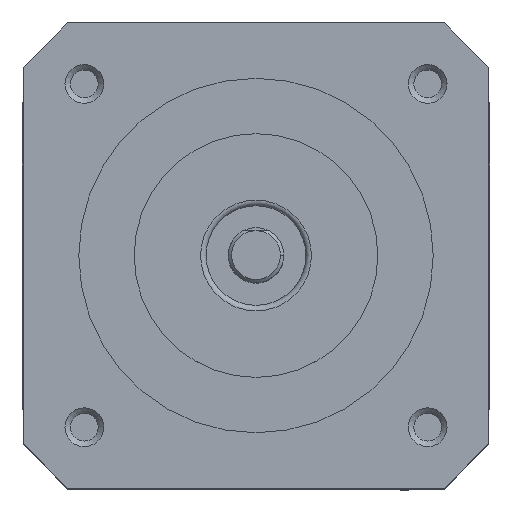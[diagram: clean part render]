
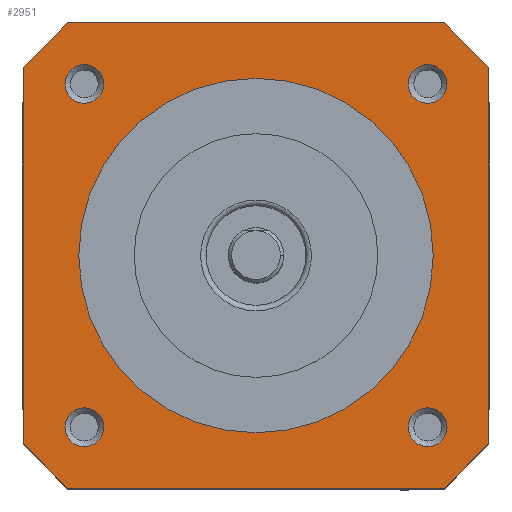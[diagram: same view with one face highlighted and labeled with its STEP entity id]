
A CAD part, top view. The second image highlights one B-rep face of the part: STEP entity #2951.
In plain terms, the highlighted planar face has unit normal (0, 0, 1).
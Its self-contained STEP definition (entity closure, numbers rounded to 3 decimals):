
#21=FACE_BOUND('',#464,.T.);
#22=FACE_BOUND('',#465,.T.);
#23=FACE_BOUND('',#466,.T.);
#24=FACE_BOUND('',#467,.T.);
#25=FACE_BOUND('',#468,.T.);
#51=PLANE('',#3271);
#284=FACE_OUTER_BOUND('',#463,.T.);
#463=EDGE_LOOP('',(#2299,#2300,#2301,#2302,#2303,#2304,#2305,#2306));
#464=EDGE_LOOP('',(#2307));
#465=EDGE_LOOP('',(#2308));
#466=EDGE_LOOP('',(#2309));
#467=EDGE_LOOP('',(#2310));
#468=EDGE_LOOP('',(#2311));
#665=CIRCLE('',#3203,1.75);
#668=CIRCLE('',#3207,1.75);
#671=CIRCLE('',#3211,1.75);
#674=CIRCLE('',#3215,1.75);
#693=CIRCLE('',#3244,16.);
#780=LINE('',#4755,#1071);
#781=LINE('',#4757,#1072);
#782=LINE('',#4759,#1073);
#783=LINE('',#4761,#1074);
#784=LINE('',#4763,#1075);
#785=LINE('',#4765,#1076);
#786=LINE('',#4767,#1077);
#787=LINE('',#4768,#1078);
#1071=VECTOR('',#3849,1000.);
#1072=VECTOR('',#3850,1000.);
#1073=VECTOR('',#3851,1000.);
#1074=VECTOR('',#3852,1000.);
#1075=VECTOR('',#3853,1000.);
#1076=VECTOR('',#3854,1000.);
#1077=VECTOR('',#3855,1000.);
#1078=VECTOR('',#3856,1000.);
#1394=VERTEX_POINT('',#4573);
#1397=VERTEX_POINT('',#4581);
#1400=VERTEX_POINT('',#4589);
#1403=VERTEX_POINT('',#4597);
#1420=VERTEX_POINT('',#4655);
#1449=VERTEX_POINT('',#4753);
#1450=VERTEX_POINT('',#4754);
#1451=VERTEX_POINT('',#4756);
#1452=VERTEX_POINT('',#4758);
#1453=VERTEX_POINT('',#4760);
#1454=VERTEX_POINT('',#4762);
#1455=VERTEX_POINT('',#4764);
#1456=VERTEX_POINT('',#4766);
#1696=EDGE_CURVE('',#1394,#1394,#665,.T.);
#1700=EDGE_CURVE('',#1397,#1397,#668,.T.);
#1704=EDGE_CURVE('',#1400,#1400,#671,.T.);
#1708=EDGE_CURVE('',#1403,#1403,#674,.T.);
#1737=EDGE_CURVE('',#1420,#1420,#693,.T.);
#1782=EDGE_CURVE('',#1449,#1450,#780,.T.);
#1783=EDGE_CURVE('',#1450,#1451,#781,.T.);
#1784=EDGE_CURVE('',#1451,#1452,#782,.T.);
#1785=EDGE_CURVE('',#1452,#1453,#783,.T.);
#1786=EDGE_CURVE('',#1453,#1454,#784,.T.);
#1787=EDGE_CURVE('',#1454,#1455,#785,.T.);
#1788=EDGE_CURVE('',#1455,#1456,#786,.T.);
#1789=EDGE_CURVE('',#1456,#1449,#787,.T.);
#2299=ORIENTED_EDGE('',*,*,#1782,.T.);
#2300=ORIENTED_EDGE('',*,*,#1783,.T.);
#2301=ORIENTED_EDGE('',*,*,#1784,.T.);
#2302=ORIENTED_EDGE('',*,*,#1785,.T.);
#2303=ORIENTED_EDGE('',*,*,#1786,.T.);
#2304=ORIENTED_EDGE('',*,*,#1787,.T.);
#2305=ORIENTED_EDGE('',*,*,#1788,.T.);
#2306=ORIENTED_EDGE('',*,*,#1789,.T.);
#2307=ORIENTED_EDGE('',*,*,#1708,.T.);
#2308=ORIENTED_EDGE('',*,*,#1704,.T.);
#2309=ORIENTED_EDGE('',*,*,#1700,.T.);
#2310=ORIENTED_EDGE('',*,*,#1696,.T.);
#2311=ORIENTED_EDGE('',*,*,#1737,.F.);
#2951=ADVANCED_FACE('',(#284,#21,#22,#23,#24,#25),#51,.T.);
#3203=AXIS2_PLACEMENT_3D('',#4575,#3659,#3660);
#3207=AXIS2_PLACEMENT_3D('',#4583,#3668,#3669);
#3211=AXIS2_PLACEMENT_3D('',#4591,#3677,#3678);
#3215=AXIS2_PLACEMENT_3D('',#4599,#3686,#3687);
#3244=AXIS2_PLACEMENT_3D('',#4657,#3753,#3754);
#3271=AXIS2_PLACEMENT_3D('',#4752,#3847,#3848);
#3659=DIRECTION('center_axis',(0.,0.,-1.));
#3660=DIRECTION('ref_axis',(1.,0.,0.));
#3668=DIRECTION('center_axis',(0.,0.,-1.));
#3669=DIRECTION('ref_axis',(1.,0.,0.));
#3677=DIRECTION('center_axis',(0.,0.,-1.));
#3678=DIRECTION('ref_axis',(1.,0.,0.));
#3686=DIRECTION('center_axis',(0.,0.,-1.));
#3687=DIRECTION('ref_axis',(1.,0.,0.));
#3753=DIRECTION('center_axis',(0.,0.,1.));
#3754=DIRECTION('ref_axis',(1.,0.,0.));
#3847=DIRECTION('center_axis',(0.,0.,1.));
#3848=DIRECTION('ref_axis',(1.,0.,0.));
#3849=DIRECTION('',(1.,0.,0.));
#3850=DIRECTION('',(0.707,0.707,0.));
#3851=DIRECTION('',(0.,1.,0.));
#3852=DIRECTION('',(-0.707,0.707,0.));
#3853=DIRECTION('',(-1.,0.,0.));
#3854=DIRECTION('',(-0.707,-0.707,0.));
#3855=DIRECTION('',(0.,-1.,0.));
#3856=DIRECTION('',(0.707,-0.707,0.));
#4573=CARTESIAN_POINT('',(-17.25,15.5,8.));
#4575=CARTESIAN_POINT('Origin',(-15.5,15.5,8.));
#4581=CARTESIAN_POINT('',(13.75,15.5,8.));
#4583=CARTESIAN_POINT('Origin',(15.5,15.5,8.));
#4589=CARTESIAN_POINT('',(13.75,-15.5,8.));
#4591=CARTESIAN_POINT('Origin',(15.5,-15.5,8.));
#4597=CARTESIAN_POINT('',(-17.25,-15.5,8.));
#4599=CARTESIAN_POINT('Origin',(-15.5,-15.5,8.));
#4655=CARTESIAN_POINT('',(-16.,0.,8.));
#4657=CARTESIAN_POINT('Origin',(0.,0.,8.));
#4752=CARTESIAN_POINT('Origin',(-21.,-21.,8.));
#4753=CARTESIAN_POINT('',(-17.,-21.,8.));
#4754=CARTESIAN_POINT('',(17.,-21.,8.));
#4755=CARTESIAN_POINT('',(-21.,-21.,8.));
#4756=CARTESIAN_POINT('',(21.,-17.,8.));
#4757=CARTESIAN_POINT('',(-2.,-40.,8.));
#4758=CARTESIAN_POINT('',(21.,17.,8.));
#4759=CARTESIAN_POINT('',(21.,21.,8.));
#4760=CARTESIAN_POINT('',(17.,21.,8.));
#4761=CARTESIAN_POINT('',(19.,19.,8.));
#4762=CARTESIAN_POINT('',(-17.,21.,8.));
#4763=CARTESIAN_POINT('',(-21.,21.,8.));
#4764=CARTESIAN_POINT('',(-21.,17.,8.));
#4765=CARTESIAN_POINT('',(-40.,-2.,8.));
#4766=CARTESIAN_POINT('',(-21.,-17.,8.));
#4767=CARTESIAN_POINT('',(-21.,21.,8.));
#4768=CARTESIAN_POINT('',(-19.,-19.,8.));
